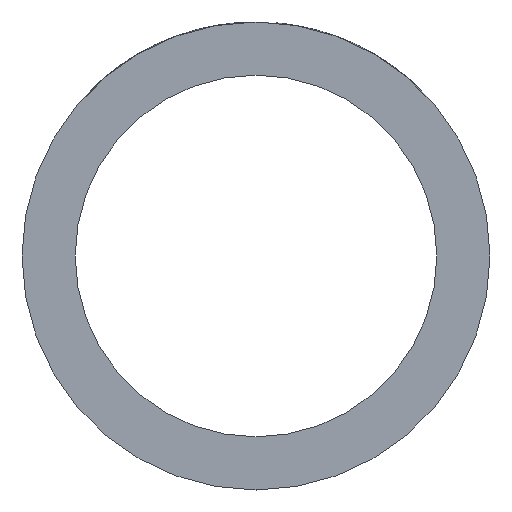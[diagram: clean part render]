
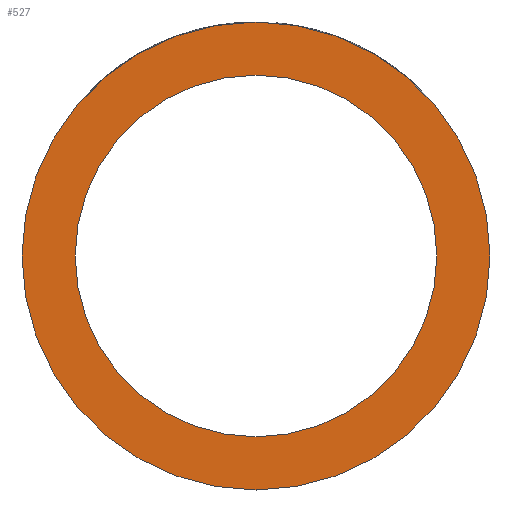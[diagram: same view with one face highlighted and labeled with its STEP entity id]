
A CAD part, front view. The second image highlights one B-rep face of the part: STEP entity #527.
In plain terms, the highlighted planar face has unit normal (0, -1, 0).
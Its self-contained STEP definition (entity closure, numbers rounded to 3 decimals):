
#14 = DIRECTION ( 'NONE',  ( 0., 0., 1. ) ) ;
#16 = ORIENTED_EDGE ( 'NONE', *, *, #171, .T. ) ;
#71 = CARTESIAN_POINT ( 'NONE',  ( 0., -1., 0. ) ) ;
#136 = AXIS2_PLACEMENT_3D ( 'NONE', #1298, #1506, #718 ) ;
#166 = FACE_BOUND ( 'NONE', #648, .T. ) ;
#171 = EDGE_CURVE ( 'Defeature ausgef�hrt1_2+Defeature ausgef�hrt1_3+Defeature ausgef�hrt1_3+Defeature ausgef�hrt1_3', #1631, #1676, #741, .T. ) ;
#308 = CARTESIAN_POINT ( 'NONE',  ( 0., -1., 0. ) ) ;
#469 = DIRECTION ( 'NONE',  ( 0., 1., 0. ) ) ;
#489 = DIRECTION ( 'NONE',  ( 0., 0., 1. ) ) ;
#527 = ADVANCED_FACE ( 'Defeature ausgef�hrt1_2', ( #166, #1675 ), #1913, .T. ) ;
#609 = AXIS2_PLACEMENT_3D ( 'NONE', #1931, #729, #2142 ) ;
#648 = EDGE_LOOP ( 'NONE', ( #16, #935 ) ) ;
#694 = CIRCLE ( 'NONE', #136, 0.85 ) ;
#718 = DIRECTION ( 'NONE',  ( 0., 0., 1. ) ) ;
#727 = DIRECTION ( 'NONE',  ( 0., 1., 0. ) ) ;
#729 = DIRECTION ( 'NONE',  ( 0., -1., 0. ) ) ;
#741 = CIRCLE ( 'NONE', #2536, 0.85 ) ;
#788 = CIRCLE ( 'NONE', #1002, 1.1 ) ;
#935 = ORIENTED_EDGE ( 'NONE', *, *, #1211, .T. ) ;
#947 = CIRCLE ( 'NONE', #2492, 1.1 ) ;
#986 = CARTESIAN_POINT ( 'NONE',  ( 0., -1., -0.85 ) ) ;
#1002 = AXIS2_PLACEMENT_3D ( 'NONE', #308, #727, #1323 ) ;
#1128 = ORIENTED_EDGE ( 'NONE', *, *, #1187, .F. ) ;
#1160 = VERTEX_POINT ( 'NONE', #2077 ) ;
#1187 = EDGE_CURVE ( 'Defeature ausgef�hrt1_0+Defeature ausgef�hrt1_2+Defeature ausgef�hrt1_2+Defeature ausgef�hrt1_2', #2466, #1160, #947, .T. ) ;
#1209 = CARTESIAN_POINT ( 'NONE',  ( 0., -1., 0.85 ) ) ;
#1211 = EDGE_CURVE ( 'Defeature ausgef�hrt1_2+Defeature ausgef�hrt1_3+Defeature ausgef�hrt1_3+Defeature ausgef�hrt1_3', #1676, #1631, #694, .T. ) ;
#1259 = EDGE_CURVE ( 'Defeature ausgef�hrt1_0+Defeature ausgef�hrt1_2+Defeature ausgef�hrt1_2+Defeature ausgef�hrt1_2', #1160, #2466, #788, .T. ) ;
#1298 = CARTESIAN_POINT ( 'NONE',  ( 0., -1., 0. ) ) ;
#1323 = DIRECTION ( 'NONE',  ( 0., 0., 1. ) ) ;
#1506 = DIRECTION ( 'NONE',  ( 0., 1., 0. ) ) ;
#1631 = VERTEX_POINT ( 'NONE', #1209 ) ;
#1656 = DIRECTION ( 'NONE',  ( 0., 1., 0. ) ) ;
#1675 = FACE_OUTER_BOUND ( 'NONE', #2103, .T. ) ;
#1676 = VERTEX_POINT ( 'NONE', #986 ) ;
#1790 = CARTESIAN_POINT ( 'NONE',  ( 0., -1., 1.1 ) ) ;
#1913 = PLANE ( 'NONE',  #609 ) ;
#1931 = CARTESIAN_POINT ( 'NONE',  ( -1.1, -1., 0. ) ) ;
#2077 = CARTESIAN_POINT ( 'NONE',  ( 0., -1., -1.1 ) ) ;
#2103 = EDGE_LOOP ( 'NONE', ( #1128, #2296 ) ) ;
#2142 = DIRECTION ( 'NONE',  ( 0., 0., -1. ) ) ;
#2296 = ORIENTED_EDGE ( 'NONE', *, *, #1259, .F. ) ;
#2410 = CARTESIAN_POINT ( 'NONE',  ( 0., -1., 0. ) ) ;
#2466 = VERTEX_POINT ( 'NONE', #1790 ) ;
#2492 = AXIS2_PLACEMENT_3D ( 'NONE', #71, #469, #489 ) ;
#2536 = AXIS2_PLACEMENT_3D ( 'NONE', #2410, #1656, #14 ) ;
